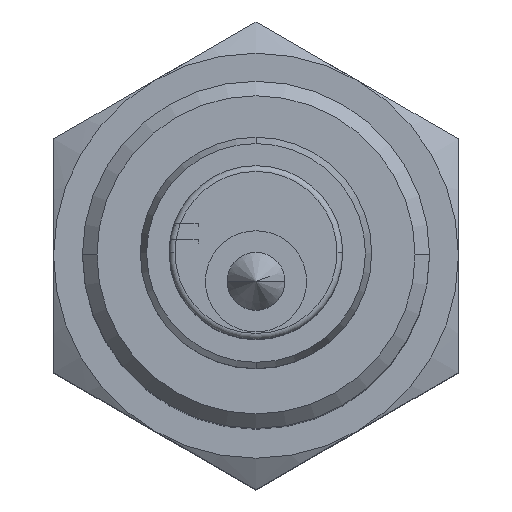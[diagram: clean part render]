
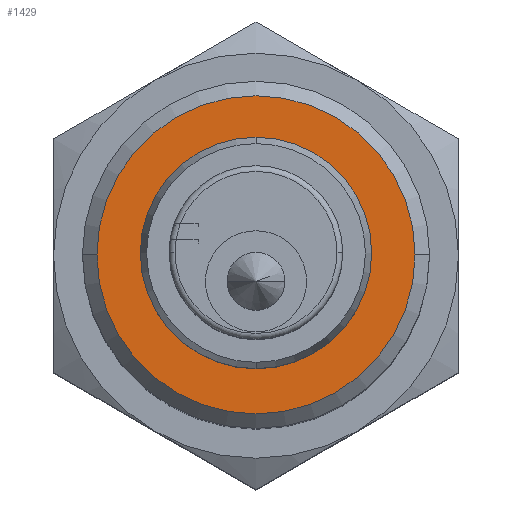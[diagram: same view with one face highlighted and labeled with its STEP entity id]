
A CAD part, top view. The second image highlights one B-rep face of the part: STEP entity #1429.
In plain terms, the highlighted planar face has unit normal (0, 0, 1).
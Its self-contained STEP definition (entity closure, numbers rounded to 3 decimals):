
#286 = AXIS2_PLACEMENT_3D ( 'NONE', #3492, #10644, #8701 ) ;
#722 = DIRECTION ( 'NONE',  ( 1., 0., 0. ) ) ;
#1038 = FACE_OUTER_BOUND ( 'NONE', #6757, .T. ) ;
#1319 = DIRECTION ( 'NONE',  ( 0., 1., 0. ) ) ;
#1429 = ADVANCED_FACE ( 'NONE', ( #4272, #1038 ), #8750, .F. ) ;
#1745 = ORIENTED_EDGE ( 'NONE', *, *, #6083, .T. ) ;
#1987 = VERTEX_POINT ( 'NONE', #6711 ) ;
#2047 = EDGE_LOOP ( 'NONE', ( #1745, #3818 ) ) ;
#2153 = DIRECTION ( 'NONE',  ( 0., 0., 1. ) ) ;
#3059 = ORIENTED_EDGE ( 'NONE', *, *, #9523, .T. ) ;
#3430 = AXIS2_PLACEMENT_3D ( 'NONE', #11663, #12742, #10596 ) ;
#3492 = CARTESIAN_POINT ( 'NONE',  ( 0., 0., 0. ) ) ;
#3781 = EDGE_CURVE ( 'NONE', #5838, #1987, #5202, .T. ) ;
#3795 = VERTEX_POINT ( 'NONE', #12785 ) ;
#3818 = ORIENTED_EDGE ( 'NONE', *, *, #3781, .T. ) ;
#4150 = CIRCLE ( 'NONE', #11242, 5.5 ) ;
#4272 = FACE_BOUND ( 'NONE', #2047, .T. ) ;
#4392 = VERTEX_POINT ( 'NONE', #11587 ) ;
#4486 = CIRCLE ( 'NONE', #286, 3.782 ) ;
#5202 = CIRCLE ( 'NONE', #11660, 3.782 ) ;
#5251 = AXIS2_PLACEMENT_3D ( 'NONE', #9330, #2153, #11569 ) ;
#5838 = VERTEX_POINT ( 'NONE', #10945 ) ;
#6083 = EDGE_CURVE ( 'NONE', #1987, #5838, #4486, .T. ) ;
#6711 = CARTESIAN_POINT ( 'NONE',  ( 0., 3.782, 0. ) ) ;
#6757 = EDGE_LOOP ( 'NONE', ( #10990, #3059 ) ) ;
#7662 = CARTESIAN_POINT ( 'NONE',  ( 0., 0., 0. ) ) ;
#8701 = DIRECTION ( 'NONE',  ( 0., 1., 0. ) ) ;
#8750 = PLANE ( 'NONE',  #3430 ) ;
#9330 = CARTESIAN_POINT ( 'NONE',  ( 0., 0., 0. ) ) ;
#9523 = EDGE_CURVE ( 'NONE', #4392, #3795, #12959, .T. ) ;
#9701 = EDGE_CURVE ( 'NONE', #3795, #4392, #4150, .T. ) ;
#9720 = DIRECTION ( 'NONE',  ( 0., 0., 1. ) ) ;
#10596 = DIRECTION ( 'NONE',  ( 1., 0., 0. ) ) ;
#10644 = DIRECTION ( 'NONE',  ( 0., 0., -1. ) ) ;
#10737 = CARTESIAN_POINT ( 'NONE',  ( 0., 0., 0. ) ) ;
#10945 = CARTESIAN_POINT ( 'NONE',  ( 0., -3.782, 0. ) ) ;
#10990 = ORIENTED_EDGE ( 'NONE', *, *, #9701, .T. ) ;
#11242 = AXIS2_PLACEMENT_3D ( 'NONE', #7662, #9720, #722 ) ;
#11569 = DIRECTION ( 'NONE',  ( 1., 0., 0. ) ) ;
#11587 = CARTESIAN_POINT ( 'NONE',  ( -5.5, 0., 0. ) ) ;
#11611 = DIRECTION ( 'NONE',  ( 0., 0., -1. ) ) ;
#11660 = AXIS2_PLACEMENT_3D ( 'NONE', #10737, #11611, #1319 ) ;
#11663 = CARTESIAN_POINT ( 'NONE',  ( 0., 0., 0. ) ) ;
#12742 = DIRECTION ( 'NONE',  ( 0., 0., -1. ) ) ;
#12785 = CARTESIAN_POINT ( 'NONE',  ( 5.5, 0., 0. ) ) ;
#12959 = CIRCLE ( 'NONE', #5251, 5.5 ) ;
